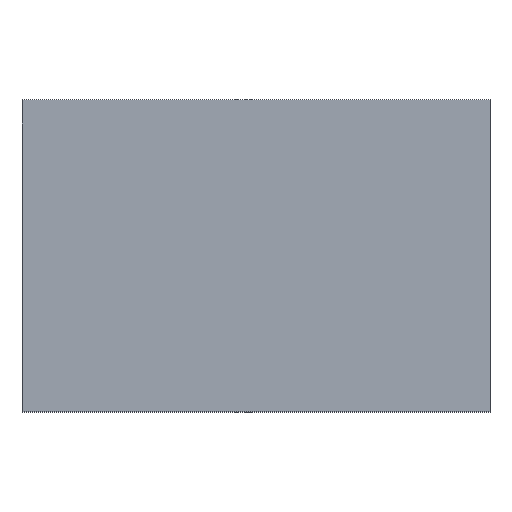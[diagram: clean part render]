
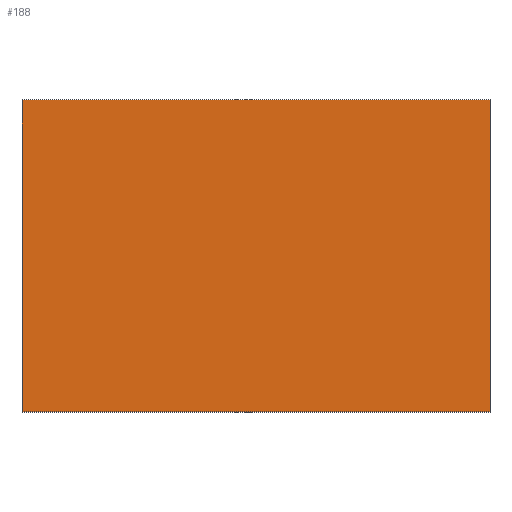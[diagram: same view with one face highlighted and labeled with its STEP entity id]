
A CAD part, top view. The second image highlights one B-rep face of the part: STEP entity #188.
In plain terms, the highlighted planar face has unit normal (0, 0, 1).
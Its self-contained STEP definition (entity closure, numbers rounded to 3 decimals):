
#188=ADVANCED_FACE('',(#275),#276,.T.);
#275=FACE_OUTER_BOUND('',#435,.T.);
#276=PLANE('',#436);
#435=EDGE_LOOP('',(#595,#596,#597,#598));
#436=AXIS2_PLACEMENT_3D('',#599,#600,#601);
#595=ORIENTED_EDGE('',*,*,#1125,.T.);
#596=ORIENTED_EDGE('',*,*,#1126,.T.);
#597=ORIENTED_EDGE('',*,*,#1127,.T.);
#598=ORIENTED_EDGE('',*,*,#1128,.T.);
#599=CARTESIAN_POINT('',(11.957,-4.385,10.0));
#600=DIRECTION('',(0.0,0.0,1.0));
#601=DIRECTION('',(1.0,0.0,0.0));
#1125=EDGE_CURVE('',#1288,#1289,#1290,.T.);
#1126=EDGE_CURVE('',#1289,#1291,#1292,.T.);
#1127=EDGE_CURVE('',#1291,#1293,#1294,.T.);
#1128=EDGE_CURVE('',#1293,#1288,#1295,.T.);
#1288=VERTEX_POINT('',#1544);
#1289=VERTEX_POINT('',#1545);
#1290=LINE('',#1546,#1547);
#1291=VERTEX_POINT('',#1548);
#1292=LINE('',#1549,#1550);
#1293=VERTEX_POINT('',#1551);
#1294=LINE('',#1552,#1553);
#1295=LINE('',#1554,#1555);
#1544=CARTESIAN_POINT('',(23.913,-12.35,10.0));
#1545=CARTESIAN_POINT('',(23.913,3.58,10.0));
#1546=CARTESIAN_POINT('',(23.913,-4.385,10.0));
#1547=VECTOR('',#1952,1.0);
#1548=CARTESIAN_POINT('',(0.0,3.58,10.0));
#1549=CARTESIAN_POINT('',(11.957,3.58,10.0));
#1550=VECTOR('',#1953,1.0);
#1551=CARTESIAN_POINT('',(0.0,-12.35,10.0));
#1552=CARTESIAN_POINT('',(0.0,-4.385,10.0));
#1553=VECTOR('',#1954,1.0);
#1554=CARTESIAN_POINT('',(11.957,-12.35,10.0));
#1555=VECTOR('',#1955,1.0);
#1952=DIRECTION('',(0.0,1.0,0.0));
#1953=DIRECTION('',(-1.0,0.0,0.0));
#1954=DIRECTION('',(0.0,-1.0,0.0));
#1955=DIRECTION('',(1.0,0.0,0.0));
